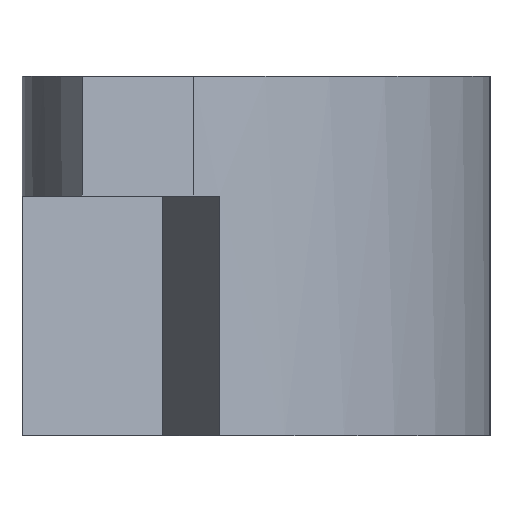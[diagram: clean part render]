
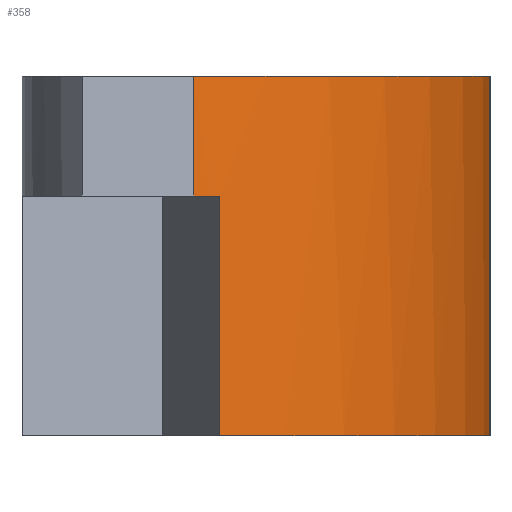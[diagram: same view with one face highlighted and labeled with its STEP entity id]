
A CAD part, left-side view. The second image highlights one B-rep face of the part: STEP entity #358.
In plain terms, the highlighted cylindrical face has radius 15 mm (diameter 30 mm), a partial arc.
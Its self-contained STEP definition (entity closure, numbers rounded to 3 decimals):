
#35=FACE_OUTER_BOUND('',#54,.T.);
#54=EDGE_LOOP('',(#254,#255,#256,#257,#258,#259));
#73=LINE('',#528,#118);
#74=LINE('',#532,#119);
#75=LINE('',#535,#120);
#118=VECTOR('',#431,15.);
#119=VECTOR('',#434,10.);
#120=VECTOR('',#437,15.);
#163=CIRCLE('',#401,15.);
#164=CIRCLE('',#402,15.);
#165=CIRCLE('',#403,15.);
#169=VERTEX_POINT('',#524);
#170=VERTEX_POINT('',#525);
#171=VERTEX_POINT('',#527);
#172=VERTEX_POINT('',#529);
#173=VERTEX_POINT('',#531);
#174=VERTEX_POINT('',#533);
#203=EDGE_CURVE('',#169,#170,#163,.T.);
#204=EDGE_CURVE('',#170,#171,#73,.T.);
#205=EDGE_CURVE('',#171,#172,#164,.T.);
#206=EDGE_CURVE('',#172,#173,#74,.T.);
#207=EDGE_CURVE('',#173,#174,#165,.T.);
#208=EDGE_CURVE('',#174,#169,#75,.T.);
#254=ORIENTED_EDGE('',*,*,#203,.T.);
#255=ORIENTED_EDGE('',*,*,#204,.T.);
#256=ORIENTED_EDGE('',*,*,#205,.T.);
#257=ORIENTED_EDGE('',*,*,#206,.T.);
#258=ORIENTED_EDGE('',*,*,#207,.T.);
#259=ORIENTED_EDGE('',*,*,#208,.T.);
#356=CYLINDRICAL_SURFACE('',#400,15.);
#358=ADVANCED_FACE('',(#35),#356,.T.);
#400=AXIS2_PLACEMENT_3D('',#523,#427,#428);
#401=AXIS2_PLACEMENT_3D('',#526,#429,#430);
#402=AXIS2_PLACEMENT_3D('',#530,#432,#433);
#403=AXIS2_PLACEMENT_3D('',#534,#435,#436);
#427=DIRECTION('center_axis',(0.,0.,-1.));
#428=DIRECTION('ref_axis',(0.,-1.,0.));
#429=DIRECTION('center_axis',(0.,0.,-1.));
#430=DIRECTION('ref_axis',(0.,-1.,0.));
#431=DIRECTION('',(0.,0.,-1.));
#432=DIRECTION('center_axis',(0.,0.,1.));
#433=DIRECTION('ref_axis',(0.,-1.,0.));
#434=DIRECTION('',(0.,0.,-1.));
#435=DIRECTION('center_axis',(0.,0.,1.));
#436=DIRECTION('ref_axis',(0.,-1.,0.));
#437=DIRECTION('',(0.,0.,1.));
#523=CARTESIAN_POINT('Origin',(18.021,-0.6,0.));
#524=CARTESIAN_POINT('',(18.021,-15.6,12.));
#525=CARTESIAN_POINT('',(3.926,-5.73,12.));
#526=CARTESIAN_POINT('Origin',(18.021,-0.6,12.));
#527=CARTESIAN_POINT('',(3.926,-5.73,8.));
#528=CARTESIAN_POINT('',(3.926,-5.73,0.));
#529=CARTESIAN_POINT('',(4.261,-6.57,8.));
#530=CARTESIAN_POINT('Origin',(18.021,-0.6,8.));
#531=CARTESIAN_POINT('',(4.261,-6.57,0.));
#532=CARTESIAN_POINT('',(4.261,-6.57,0.));
#533=CARTESIAN_POINT('',(18.021,-15.6,0.));
#534=CARTESIAN_POINT('Origin',(18.021,-0.6,0.));
#535=CARTESIAN_POINT('',(18.021,-15.6,0.));
